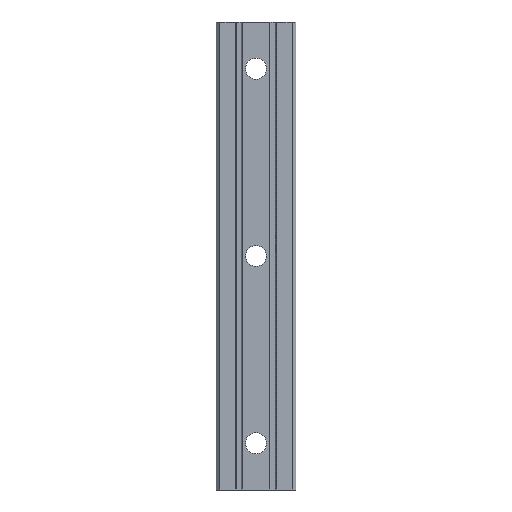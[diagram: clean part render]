
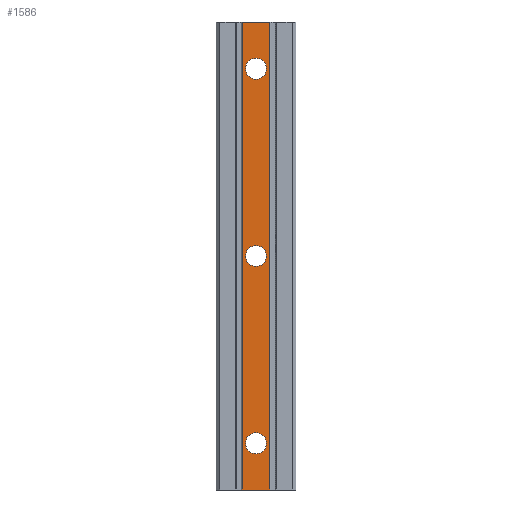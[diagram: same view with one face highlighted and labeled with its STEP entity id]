
A CAD part, front view. The second image highlights one B-rep face of the part: STEP entity #1586.
In plain terms, the highlighted planar face has unit normal (0, -1, 0).
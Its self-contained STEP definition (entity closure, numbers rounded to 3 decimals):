
#176 = ORIENTED_EDGE ( 'NONE', *, *, #1681, .T. ) ;
#225 = EDGE_CURVE ( 'NONE', #226, #278, #584, .T. ) ;
#226 = VERTEX_POINT ( 'NONE', #580 ) ;
#256 = EDGE_CURVE ( 'NONE', #257, #289, #651, .T. ) ;
#257 = VERTEX_POINT ( 'NONE', #647 ) ;
#278 = VERTEX_POINT ( 'NONE', #670 ) ;
#289 = VERTEX_POINT ( 'NONE', #720 ) ;
#314 = EDGE_CURVE ( 'NONE', #315, #316, #721, .T. ) ;
#315 = VERTEX_POINT ( 'NONE', #776 ) ;
#316 = VERTEX_POINT ( 'NONE', #775 ) ;
#580 = CARTESIAN_POINT ( 'NONE',  ( 5.85, -29., -100. ) ) ;
#581 = DIRECTION ( 'NONE',  ( 0., 0., 1. ) ) ;
#582 = VECTOR ( 'NONE', #581, 1000. ) ;
#583 = CARTESIAN_POINT ( 'NONE',  ( 5.85, -29., -100. ) ) ;
#584 = LINE ( 'NONE', #583, #582 ) ;
#647 = CARTESIAN_POINT ( 'NONE',  ( -5.85, -29., 100. ) ) ;
#648 = DIRECTION ( 'NONE',  ( 0., 0., -1. ) ) ;
#649 = VECTOR ( 'NONE', #648, 1000. ) ;
#650 = CARTESIAN_POINT ( 'NONE',  ( -5.85, -29., -100. ) ) ;
#651 = LINE ( 'NONE', #650, #649 ) ;
#670 = CARTESIAN_POINT ( 'NONE',  ( 5.85, -29., 100. ) ) ;
#720 = CARTESIAN_POINT ( 'NONE',  ( -5.85, -29., -100. ) ) ;
#721 = CIRCLE ( 'NONE', #780, 4.5 ) ;
#775 = CARTESIAN_POINT ( 'NONE',  ( 0., -29., -75.5 ) ) ;
#776 = CARTESIAN_POINT ( 'NONE',  ( 0., -29., -84.5 ) ) ;
#777 = DIRECTION ( 'NONE',  ( 0., 0., 1. ) ) ;
#778 = DIRECTION ( 'NONE',  ( 0., 1., 0. ) ) ;
#779 = CARTESIAN_POINT ( 'NONE',  ( 0., -29., -80. ) ) ;
#780 = AXIS2_PLACEMENT_3D ( 'NONE', #779, #778, #777 ) ;
#850 = DIRECTION ( 'NONE',  ( 0., 0., 1. ) ) ;
#851 = DIRECTION ( 'NONE',  ( 0., 1., 0. ) ) ;
#852 = CARTESIAN_POINT ( 'NONE',  ( 0., -29., 0. ) ) ;
#853 = AXIS2_PLACEMENT_3D ( 'NONE', #852, #851, #850 ) ;
#858 = CIRCLE ( 'NONE', #853, 4.5 ) ;
#872 = DIRECTION ( 'NONE',  ( 0., 0., 1. ) ) ;
#873 = DIRECTION ( 'NONE',  ( 0., 1., 0. ) ) ;
#874 = CARTESIAN_POINT ( 'NONE',  ( 0., -29., -80. ) ) ;
#875 = AXIS2_PLACEMENT_3D ( 'NONE', #874, #873, #872 ) ;
#876 = CIRCLE ( 'NONE', #875, 4.5 ) ;
#953 = DIRECTION ( 'NONE',  ( 0., 0., -1. ) ) ;
#954 = DIRECTION ( 'NONE',  ( 0., -1., 0. ) ) ;
#955 = CARTESIAN_POINT ( 'NONE',  ( -5.85, -29., -100. ) ) ;
#956 = AXIS2_PLACEMENT_3D ( 'NONE', #955, #954, #953 ) ;
#957 = PLANE ( 'NONE',  #956 ) ;
#958 = FACE_OUTER_BOUND ( 'NONE', #1771, .T. ) ;
#959 = FACE_BOUND ( 'NONE', #1830, .T. ) ;
#960 = FACE_BOUND ( 'NONE', #1595, .T. ) ;
#961 = FACE_BOUND ( 'NONE', #1588, .T. ) ;
#1132 = CARTESIAN_POINT ( 'NONE',  ( 0., -29., 75.5 ) ) ;
#1133 = CARTESIAN_POINT ( 'NONE',  ( 0., -29., 84.5 ) ) ;
#1156 = DIRECTION ( 'NONE',  ( 0., 0., 1. ) ) ;
#1157 = DIRECTION ( 'NONE',  ( 0., 1., 0. ) ) ;
#1158 = CARTESIAN_POINT ( 'NONE',  ( 0., -29., 80. ) ) ;
#1159 = AXIS2_PLACEMENT_3D ( 'NONE', #1158, #1157, #1156 ) ;
#1160 = CIRCLE ( 'NONE', #1159, 4.5 ) ;
#1166 = CARTESIAN_POINT ( 'NONE',  ( 0., -29., -4.5 ) ) ;
#1167 = DIRECTION ( 'NONE',  ( 0., 0., 1. ) ) ;
#1168 = DIRECTION ( 'NONE',  ( 0., 1., 0. ) ) ;
#1169 = CARTESIAN_POINT ( 'NONE',  ( 0., -29., 0. ) ) ;
#1170 = AXIS2_PLACEMENT_3D ( 'NONE', #1169, #1168, #1167 ) ;
#1171 = CIRCLE ( 'NONE', #1170, 4.5 ) ;
#1172 = CARTESIAN_POINT ( 'NONE',  ( 0., -29., 4.5 ) ) ;
#1188 = DIRECTION ( 'NONE',  ( 0., 0., 1. ) ) ;
#1189 = DIRECTION ( 'NONE',  ( 0., 1., 0. ) ) ;
#1190 = CARTESIAN_POINT ( 'NONE',  ( 0., -29., 80. ) ) ;
#1191 = AXIS2_PLACEMENT_3D ( 'NONE', #1190, #1189, #1188 ) ;
#1196 = CIRCLE ( 'NONE', #1191, 4.5 ) ;
#1267 = DIRECTION ( 'NONE',  ( 1., 0., 0. ) ) ;
#1268 = VECTOR ( 'NONE', #1267, 1000. ) ;
#1269 = CARTESIAN_POINT ( 'NONE',  ( 0., -29., -100. ) ) ;
#1270 = LINE ( 'NONE', #1269, #1268 ) ;
#1409 = DIRECTION ( 'NONE',  ( 1., 0., 0. ) ) ;
#1410 = VECTOR ( 'NONE', #1409, 1000. ) ;
#1411 = CARTESIAN_POINT ( 'NONE',  ( 0., -29., 100. ) ) ;
#1412 = LINE ( 'NONE', #1411, #1410 ) ;
#1530 = EDGE_CURVE ( 'NONE', #316, #315, #876, .T. ) ;
#1540 = EDGE_CURVE ( 'NONE', #1712, #1715, #858, .T. ) ;
#1586 = ADVANCED_FACE ( 'NONE', ( #961, #960, #959, #958 ), #957, .T. ) ;
#1588 = EDGE_LOOP ( 'NONE', ( #1807, #1808 ) ) ;
#1595 = EDGE_LOOP ( 'NONE', ( #176, #1762 ) ) ;
#1681 = EDGE_CURVE ( 'NONE', #1702, #1704, #1160, .T. ) ;
#1702 = VERTEX_POINT ( 'NONE', #1133 ) ;
#1704 = VERTEX_POINT ( 'NONE', #1132 ) ;
#1706 = EDGE_CURVE ( 'NONE', #1704, #1702, #1196, .T. ) ;
#1712 = VERTEX_POINT ( 'NONE', #1172 ) ;
#1714 = EDGE_CURVE ( 'NONE', #1715, #1712, #1171, .T. ) ;
#1715 = VERTEX_POINT ( 'NONE', #1166 ) ;
#1760 = ORIENTED_EDGE ( 'NONE', *, *, #1714, .T. ) ;
#1761 = ORIENTED_EDGE ( 'NONE', *, *, #1540, .T. ) ;
#1762 = ORIENTED_EDGE ( 'NONE', *, *, #1706, .T. ) ;
#1766 = ORIENTED_EDGE ( 'NONE', *, *, #256, .T. ) ;
#1767 = EDGE_CURVE ( 'NONE', #289, #226, #1270, .T. ) ;
#1771 = EDGE_LOOP ( 'NONE', ( #1766, #1772, #1831, #1829 ) ) ;
#1772 = ORIENTED_EDGE ( 'NONE', *, *, #1767, .T. ) ;
#1807 = ORIENTED_EDGE ( 'NONE', *, *, #1530, .T. ) ;
#1808 = ORIENTED_EDGE ( 'NONE', *, *, #314, .T. ) ;
#1829 = ORIENTED_EDGE ( 'NONE', *, *, #1836, .F. ) ;
#1830 = EDGE_LOOP ( 'NONE', ( #1761, #1760 ) ) ;
#1831 = ORIENTED_EDGE ( 'NONE', *, *, #225, .T. ) ;
#1836 = EDGE_CURVE ( 'NONE', #257, #278, #1412, .T. ) ;
